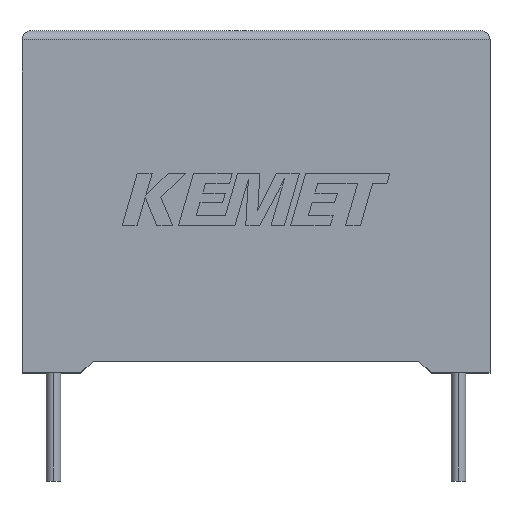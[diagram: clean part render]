
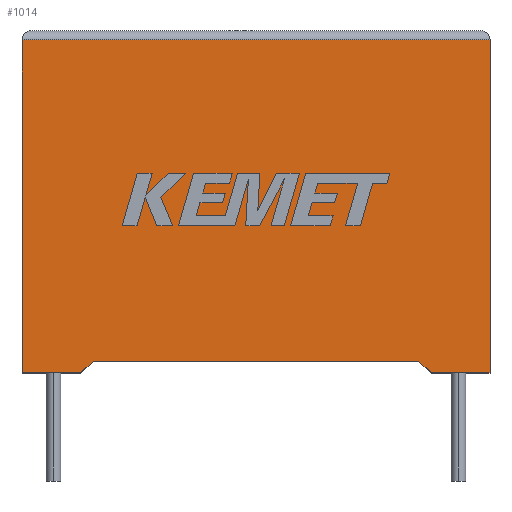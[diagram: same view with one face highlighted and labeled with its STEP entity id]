
A CAD part, top view. The second image highlights one B-rep face of the part: STEP entity #1014.
In plain terms, the highlighted planar face has unit normal (0, 0, 1).
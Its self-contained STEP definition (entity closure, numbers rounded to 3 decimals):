
#13 = VERTEX_POINT ( 'NONE', #915 ) ;
#78 = ORIENTED_EDGE ( 'NONE', *, *, #369, .T. ) ;
#132 = VERTEX_POINT ( 'NONE', #1686 ) ;
#155 = CARTESIAN_POINT ( 'NONE',  ( 26., 0., 10.5 ) ) ;
#183 = DIRECTION ( 'NONE',  ( 1., 0., 0. ) ) ;
#270 = CARTESIAN_POINT ( 'NONE',  ( 0., 18.5, 10.5 ) ) ;
#292 = ORIENTED_EDGE ( 'NONE', *, *, #2502, .T. ) ;
#305 = ORIENTED_EDGE ( 'NONE', *, *, #2530, .T. ) ;
#369 = EDGE_CURVE ( 'NONE', #2025, #2186, #858, .T. ) ;
#459 = CARTESIAN_POINT ( 'NONE',  ( 13., 0.655, 10.5 ) ) ;
#510 = DIRECTION ( 'NONE',  ( -0.741, -0.672, 0. ) ) ;
#796 = VERTEX_POINT ( 'NONE', #270 ) ;
#858 = LINE ( 'NONE', #1358, #2901 ) ;
#882 = EDGE_CURVE ( 'NONE', #132, #2186, #959, .T. ) ;
#883 = LINE ( 'NONE', #1827, #1164 ) ;
#913 = DIRECTION ( 'NONE',  ( -1., 0., 0. ) ) ;
#915 = CARTESIAN_POINT ( 'NONE',  ( 22.028, 0.655, 10.5 ) ) ;
#916 = LINE ( 'NONE', #1579, #2981 ) ;
#952 = DIRECTION ( 'NONE',  ( 0., -1., 0. ) ) ;
#959 = LINE ( 'NONE', #987, #1240 ) ;
#987 = CARTESIAN_POINT ( 'NONE',  ( 3.25, 0., 10.5 ) ) ;
#1014 = ADVANCED_FACE ( 'NONE', ( #1621 ), #2762, .F. ) ;
#1105 = EDGE_CURVE ( 'NONE', #2963, #2784, #3013, .T. ) ;
#1116 = ORIENTED_EDGE ( 'NONE', *, *, #882, .F. ) ;
#1164 = VECTOR ( 'NONE', #2120, 1000. ) ;
#1174 = CARTESIAN_POINT ( 'NONE',  ( 26., 0., 10.5 ) ) ;
#1191 = AXIS2_PLACEMENT_3D ( 'NONE', #1393, #1609, #913 ) ;
#1196 = ORIENTED_EDGE ( 'NONE', *, *, #2004, .T. ) ;
#1240 = VECTOR ( 'NONE', #510, 1000. ) ;
#1272 = EDGE_LOOP ( 'NONE', ( #1196, #305, #1634, #78, #1116, #1501, #292, #1817 ) ) ;
#1358 = CARTESIAN_POINT ( 'NONE',  ( 0., 0., 10.5 ) ) ;
#1392 = DIRECTION ( 'NONE',  ( -1., 0., 0. ) ) ;
#1393 = CARTESIAN_POINT ( 'NONE',  ( 0., 0., 10.5 ) ) ;
#1403 = CARTESIAN_POINT ( 'NONE',  ( 0., 0., 10.5 ) ) ;
#1479 = CARTESIAN_POINT ( 'NONE',  ( 22.75, 0., 10.5 ) ) ;
#1501 = ORIENTED_EDGE ( 'NONE', *, *, #1846, .F. ) ;
#1548 = EDGE_CURVE ( 'NONE', #796, #2025, #2128, .T. ) ;
#1579 = CARTESIAN_POINT ( 'NONE',  ( 22.75, 0., 10.5 ) ) ;
#1587 = VECTOR ( 'NONE', #952, 1000. ) ;
#1609 = DIRECTION ( 'NONE',  ( 0., 0., -1. ) ) ;
#1621 = FACE_OUTER_BOUND ( 'NONE', #1272, .T. ) ;
#1634 = ORIENTED_EDGE ( 'NONE', *, *, #1548, .T. ) ;
#1635 = CARTESIAN_POINT ( 'NONE',  ( 26., 18.5, 10.5 ) ) ;
#1686 = CARTESIAN_POINT ( 'NONE',  ( 3.972, 0.655, 10.5 ) ) ;
#1699 = DIRECTION ( 'NONE',  ( 1., 0., 0. ) ) ;
#1817 = ORIENTED_EDGE ( 'NONE', *, *, #1105, .T. ) ;
#1827 = CARTESIAN_POINT ( 'NONE',  ( 0., 18.5, 10.5 ) ) ;
#1835 = VECTOR ( 'NONE', #1699, 1000. ) ;
#1846 = EDGE_CURVE ( 'NONE', #13, #132, #2377, .T. ) ;
#1997 = VERTEX_POINT ( 'NONE', #1635 ) ;
#2004 = EDGE_CURVE ( 'NONE', #2784, #1997, #2185, .T. ) ;
#2025 = VERTEX_POINT ( 'NONE', #2347 ) ;
#2120 = DIRECTION ( 'NONE',  ( -1., 0., 0. ) ) ;
#2128 = LINE ( 'NONE', #1403, #1587 ) ;
#2185 = LINE ( 'NONE', #1174, #2720 ) ;
#2186 = VERTEX_POINT ( 'NONE', #2796 ) ;
#2335 = CARTESIAN_POINT ( 'NONE',  ( 0., 0., 10.5 ) ) ;
#2347 = CARTESIAN_POINT ( 'NONE',  ( 0., 0., 10.5 ) ) ;
#2377 = LINE ( 'NONE', #459, #2671 ) ;
#2502 = EDGE_CURVE ( 'NONE', #13, #2963, #916, .T. ) ;
#2530 = EDGE_CURVE ( 'NONE', #1997, #796, #883, .T. ) ;
#2671 = VECTOR ( 'NONE', #1392, 1000. ) ;
#2720 = VECTOR ( 'NONE', #2887, 1000. ) ;
#2762 = PLANE ( 'NONE',  #1191 ) ;
#2784 = VERTEX_POINT ( 'NONE', #155 ) ;
#2796 = CARTESIAN_POINT ( 'NONE',  ( 3.25, 0., 10.5 ) ) ;
#2887 = DIRECTION ( 'NONE',  ( 0., 1., 0. ) ) ;
#2901 = VECTOR ( 'NONE', #183, 1000. ) ;
#2963 = VERTEX_POINT ( 'NONE', #1479 ) ;
#2981 = VECTOR ( 'NONE', #3016, 1000. ) ;
#3013 = LINE ( 'NONE', #2335, #1835 ) ;
#3016 = DIRECTION ( 'NONE',  ( 0.741, -0.672, 0. ) ) ;
